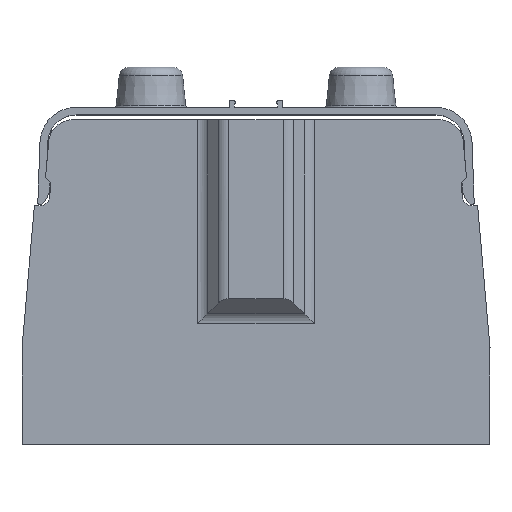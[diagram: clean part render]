
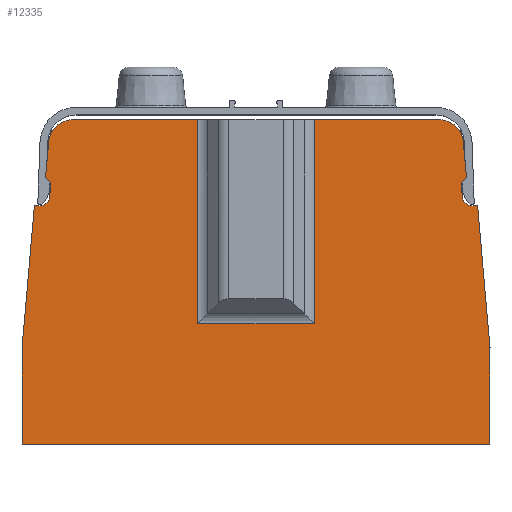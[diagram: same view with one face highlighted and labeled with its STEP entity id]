
A CAD part, top view. The second image highlights one B-rep face of the part: STEP entity #12335.
In plain terms, the highlighted planar face has unit normal (0, 0, 1).
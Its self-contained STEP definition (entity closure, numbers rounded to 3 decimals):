
#2001=DIRECTION('',(1.,0.,0.));
#2002=VECTOR('',#2001,26.176);
#2003=CARTESIAN_POINT('',(12.243,68.,67.5));
#2004=LINE('',#2003,#2002);
#2005=CARTESIAN_POINT('',(38.418,63.,67.5));
#2006=DIRECTION('',(0.,0.,-1.));
#2007=DIRECTION('',(0.,1.,0.));
#2008=AXIS2_PLACEMENT_3D('',#2005,#2006,#2007);
#2010=DIRECTION('',(0.087,-0.996,0.));
#2011=VECTOR('',#2010,7.464);
#2012=CARTESIAN_POINT('',(43.399,63.436,67.5));
#2013=LINE('',#2012,#2011);
#2014=DIRECTION('',(-0.707,-0.707,0.));
#2015=VECTOR('',#2014,1.566);
#2016=CARTESIAN_POINT('',(44.05,56.,67.5));
#2017=LINE('',#2016,#2015);
#2018=DIRECTION('',(0.087,-0.996,0.));
#2019=VECTOR('',#2018,3.078);
#2020=CARTESIAN_POINT('',(42.942,54.892,67.5));
#2021=LINE('',#2020,#2019);
#2022=CARTESIAN_POINT('',(45.203,52.,67.5));
#2023=DIRECTION('',(0.,0.,1.));
#2024=DIRECTION('',(-0.996,-0.087,0.));
#2025=AXIS2_PLACEMENT_3D('',#2022,#2023,#2024);
#2027=DIRECTION('',(1.,0.,0.));
#2028=VECTOR('',#2027,1.197);
#2029=CARTESIAN_POINT('',(45.203,50.,67.5));
#2030=LINE('',#2029,#2028);
#2031=DIRECTION('',(0.087,-0.996,0.));
#2032=VECTOR('',#2031,29.788);
#2033=CARTESIAN_POINT('',(46.4,50.,67.5));
#2034=LINE('',#2033,#2032);
#2035=CARTESIAN_POINT('',(48.,20.238,67.5));
#2036=DIRECTION('',(0.,0.,-1.));
#2037=DIRECTION('',(0.996,0.087,0.));
#2038=AXIS2_PLACEMENT_3D('',#2035,#2036,#2037);
#2040=DIRECTION('',(0.,-1.,0.));
#2041=VECTOR('',#2040,20.238);
#2042=CARTESIAN_POINT('',(49.,20.238,67.5));
#2043=LINE('',#2042,#2041);
#2044=DIRECTION('',(-1.,0.,0.));
#2045=VECTOR('',#2044,98.);
#2046=CARTESIAN_POINT('',(49.,0.,67.5));
#2047=LINE('',#2046,#2045);
#2048=DIRECTION('',(0.,1.,0.));
#2049=VECTOR('',#2048,20.238);
#2050=CARTESIAN_POINT('',(-49.,0.,67.5));
#2051=LINE('',#2050,#2049);
#2052=CARTESIAN_POINT('',(-48.,20.238,67.5));
#2053=DIRECTION('',(0.,0.,-1.));
#2054=DIRECTION('',(-1.,0.,0.));
#2055=AXIS2_PLACEMENT_3D('',#2052,#2053,#2054);
#2057=DIRECTION('',(0.087,0.996,0.));
#2058=VECTOR('',#2057,29.788);
#2059=CARTESIAN_POINT('',(-48.996,20.325,67.5));
#2060=LINE('',#2059,#2058);
#2061=DIRECTION('',(1.,0.,0.));
#2062=VECTOR('',#2061,1.197);
#2063=CARTESIAN_POINT('',(-46.4,50.,67.5));
#2064=LINE('',#2063,#2062);
#2065=CARTESIAN_POINT('',(-45.203,52.,67.5));
#2066=DIRECTION('',(0.,0.,1.));
#2067=DIRECTION('',(0.,-1.,0.));
#2068=AXIS2_PLACEMENT_3D('',#2065,#2066,#2067);
#2070=DIRECTION('',(0.087,0.996,0.));
#2071=VECTOR('',#2070,3.078);
#2072=CARTESIAN_POINT('',(-43.211,51.826,67.5));
#2073=LINE('',#2072,#2071);
#2074=DIRECTION('',(-0.707,0.707,0.));
#2075=VECTOR('',#2074,1.566);
#2076=CARTESIAN_POINT('',(-42.942,54.892,67.5));
#2077=LINE('',#2076,#2075);
#2078=DIRECTION('',(0.087,0.996,0.));
#2079=VECTOR('',#2078,7.464);
#2080=CARTESIAN_POINT('',(-44.05,56.,67.5));
#2081=LINE('',#2080,#2079);
#2082=CARTESIAN_POINT('',(-38.418,63.,67.5));
#2083=DIRECTION('',(0.,0.,-1.));
#2084=DIRECTION('',(-0.996,0.087,0.));
#2085=AXIS2_PLACEMENT_3D('',#2082,#2083,#2084);
#2087=DIRECTION('',(1.,0.,0.));
#2088=VECTOR('',#2087,26.176);
#2089=CARTESIAN_POINT('',(-38.418,68.,67.5));
#2090=LINE('',#2089,#2088);
#2091=DIRECTION('',(0.,1.,0.));
#2092=VECTOR('',#2091,42.743);
#2093=CARTESIAN_POINT('',(-12.243,25.257,67.5));
#2094=LINE('',#2093,#2092);
#2095=DIRECTION('',(-1.,0.,0.));
#2096=VECTOR('',#2095,24.485);
#2097=CARTESIAN_POINT('',(12.243,25.257,67.5));
#2098=LINE('',#2097,#2096);
#2099=CARTESIAN_POINT('',(-12.243,25.257,67.5));
#2113=DIRECTION('',(0.,-1.,0.));
#2114=VECTOR('',#2113,42.743);
#2115=CARTESIAN_POINT('',(12.243,68.,67.5));
#2116=LINE('',#2115,#2114);
#8073=CARTESIAN_POINT('',(12.243,68.,67.5));
#8075=VERTEX_POINT('',#8073);
#8087=CARTESIAN_POINT('',(-12.243,68.,67.5));
#8088=VERTEX_POINT('',#8087);
#8097=CARTESIAN_POINT('',(43.399,63.436,67.5));
#8098=VERTEX_POINT('',#8097);
#8099=CARTESIAN_POINT('',(38.418,68.,67.5));
#8100=VERTEX_POINT('',#8099);
#8101=CARTESIAN_POINT('',(42.942,54.892,67.5));
#8102=VERTEX_POINT('',#8101);
#8103=CARTESIAN_POINT('',(45.203,50.,67.5));
#8104=VERTEX_POINT('',#8103);
#8105=CARTESIAN_POINT('',(43.211,51.826,67.5));
#8106=VERTEX_POINT('',#8105);
#8107=CARTESIAN_POINT('',(46.4,50.,67.5));
#8108=VERTEX_POINT('',#8107);
#8109=CARTESIAN_POINT('',(49.,20.238,67.5));
#8110=VERTEX_POINT('',#8109);
#8111=CARTESIAN_POINT('',(48.996,20.325,67.5));
#8112=VERTEX_POINT('',#8111);
#8113=CARTESIAN_POINT('',(-48.996,20.325,67.5));
#8114=VERTEX_POINT('',#8113);
#8115=CARTESIAN_POINT('',(-49.,20.238,67.5));
#8116=VERTEX_POINT('',#8115);
#8117=CARTESIAN_POINT('',(-46.4,50.,67.5));
#8118=VERTEX_POINT('',#8117);
#8119=CARTESIAN_POINT('',(-43.211,51.826,67.5));
#8120=VERTEX_POINT('',#8119);
#8121=CARTESIAN_POINT('',(-45.203,50.,67.5));
#8122=VERTEX_POINT('',#8121);
#8123=CARTESIAN_POINT('',(-42.942,54.892,67.5));
#8124=VERTEX_POINT('',#8123);
#8125=CARTESIAN_POINT('',(-38.418,68.,67.5));
#8126=VERTEX_POINT('',#8125);
#8127=CARTESIAN_POINT('',(-43.399,63.436,67.5));
#8128=VERTEX_POINT('',#8127);
#8129=CARTESIAN_POINT('',(44.05,56.,67.5));
#8130=VERTEX_POINT('',#8129);
#8131=CARTESIAN_POINT('',(49.,0.,67.5));
#8132=VERTEX_POINT('',#8131);
#8133=CARTESIAN_POINT('',(-49.,0.,67.5));
#8134=VERTEX_POINT('',#8133);
#8135=CARTESIAN_POINT('',(-44.05,56.,67.5));
#8136=VERTEX_POINT('',#8135);
#8137=VERTEX_POINT('',#2099);
#8139=CARTESIAN_POINT('',(12.243,25.257,67.5));
#8140=VERTEX_POINT('',#8139);
#12295=CARTESIAN_POINT('',(0.,34.,67.5));
#12296=DIRECTION('',(0.,0.,1.));
#12297=DIRECTION('',(1.,0.,0.));
#12298=AXIS2_PLACEMENT_3D('',#12295,#12296,#12297);
#12299=PLANE('',#12298);
#12301=ORIENTED_EDGE('',*,*,#12300,.F.);
#12303=ORIENTED_EDGE('',*,*,#12302,.F.);
#12305=ORIENTED_EDGE('',*,*,#12304,.F.);
#12306=ORIENTED_EDGE('',*,*,#10856,.T.);
#12308=ORIENTED_EDGE('',*,*,#12307,.T.);
#12309=ORIENTED_EDGE('',*,*,#11799,.T.);
#12310=ORIENTED_EDGE('',*,*,#11819,.T.);
#12312=ORIENTED_EDGE('',*,*,#12311,.T.);
#12314=ORIENTED_EDGE('',*,*,#12313,.T.);
#12316=ORIENTED_EDGE('',*,*,#12315,.T.);
#12318=ORIENTED_EDGE('',*,*,#12317,.T.);
#12320=ORIENTED_EDGE('',*,*,#12319,.T.);
#12321=ORIENTED_EDGE('',*,*,#11483,.T.);
#12322=ORIENTED_EDGE('',*,*,#11503,.T.);
#12323=ORIENTED_EDGE('',*,*,#11616,.T.);
#12324=ORIENTED_EDGE('',*,*,#11635,.T.);
#12325=ORIENTED_EDGE('',*,*,#11649,.T.);
#12326=ORIENTED_EDGE('',*,*,#11663,.T.);
#12327=ORIENTED_EDGE('',*,*,#11677,.T.);
#12328=ORIENTED_EDGE('',*,*,#11691,.T.);
#12329=ORIENTED_EDGE('',*,*,#11706,.T.);
#12330=ORIENTED_EDGE('',*,*,#12275,.T.);
#12331=ORIENTED_EDGE('',*,*,#12289,.T.);
#12332=ORIENTED_EDGE('',*,*,#10872,.T.);
#12333=EDGE_LOOP('',(#12301,#12303,#12305,#12306,#12308,#12309,#12310,#12312,
#12314,#12316,#12318,#12320,#12321,#12322,#12323,#12324,#12325,#12326,#12327,
#12328,#12329,#12330,#12331,#12332));
#12334=FACE_OUTER_BOUND('',#12333,.F.);
#2009=CIRCLE('',#2008,5.);
#2026=CIRCLE('',#2025,2.);
#2039=CIRCLE('',#2038,1.);
#2056=CIRCLE('',#2055,1.);
#2069=CIRCLE('',#2068,2.);
#2086=CIRCLE('',#2085,5.);
#10856=EDGE_CURVE('',#8075,#8100,#2004,.T.);
#10872=EDGE_CURVE('',#8126,#8088,#2090,.T.);
#11483=EDGE_CURVE('',#8110,#8132,#2043,.T.);
#11503=EDGE_CURVE('',#8132,#8134,#2047,.T.);
#11616=EDGE_CURVE('',#8134,#8116,#2051,.T.);
#11635=EDGE_CURVE('',#8116,#8114,#2056,.T.);
#11649=EDGE_CURVE('',#8114,#8118,#2060,.T.);
#11663=EDGE_CURVE('',#8118,#8122,#2064,.T.);
#11677=EDGE_CURVE('',#8122,#8120,#2069,.T.);
#11691=EDGE_CURVE('',#8120,#8124,#2073,.T.);
#11706=EDGE_CURVE('',#8124,#8136,#2077,.T.);
#11799=EDGE_CURVE('',#8098,#8130,#2013,.T.);
#11819=EDGE_CURVE('',#8130,#8102,#2017,.T.);
#12275=EDGE_CURVE('',#8136,#8128,#2081,.T.);
#12289=EDGE_CURVE('',#8128,#8126,#2086,.T.);
#12300=EDGE_CURVE('',#8137,#8088,#2094,.T.);
#12302=EDGE_CURVE('',#8140,#8137,#2098,.T.);
#12304=EDGE_CURVE('',#8075,#8140,#2116,.T.);
#12307=EDGE_CURVE('',#8100,#8098,#2009,.T.);
#12311=EDGE_CURVE('',#8102,#8106,#2021,.T.);
#12313=EDGE_CURVE('',#8106,#8104,#2026,.T.);
#12315=EDGE_CURVE('',#8104,#8108,#2030,.T.);
#12317=EDGE_CURVE('',#8108,#8112,#2034,.T.);
#12319=EDGE_CURVE('',#8112,#8110,#2039,.T.);
#12335=ADVANCED_FACE('',(#12334),#12299,.T.);
